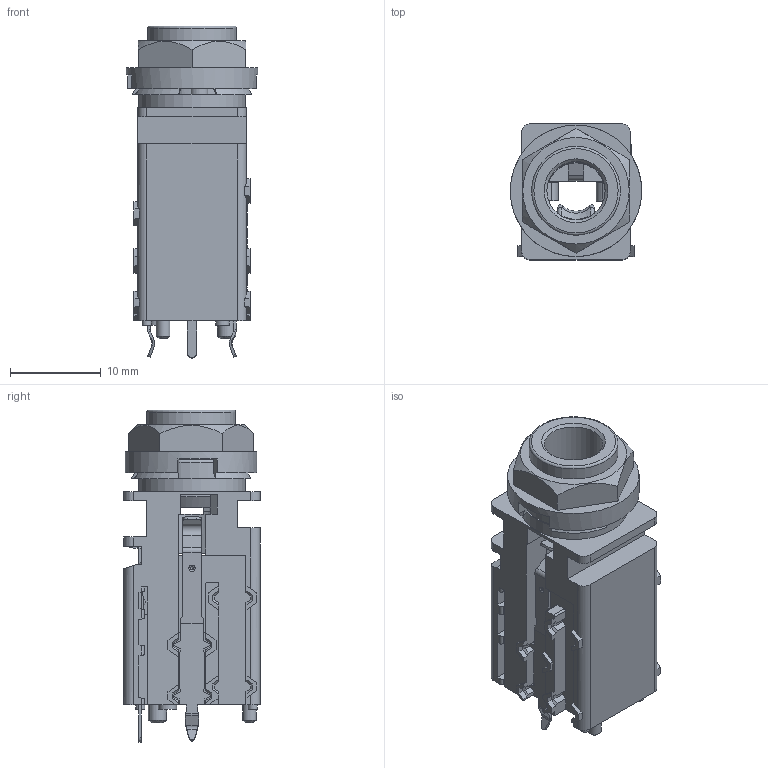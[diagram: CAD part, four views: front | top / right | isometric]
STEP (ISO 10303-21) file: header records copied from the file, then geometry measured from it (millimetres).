
FILE_DESCRIPTION(/* description */ (''),/* implementation_level */ '2;1');
FILE_NAME(/* name */ 'ACJS-PVB-3.stp',/* time_stamp */ '2020-10-22T23:20:47+11:00',/* author */ ('minh'),/* organization */ (''),/* preprocessor_version */ 'ST-DEVELOPER v18.1',/* originating_system */ 'Autodesk Inventor 2021',/* authorisation */ '');
FILE_SCHEMA (('AUTOMOTIVE_DESIGN { 1 0 10303 214 3 1 1 }'));
Length unit declared in the file: inch
Products named in the file (1): ACJS-PVB-3_Shrinkwrap_1
Bounding box: 14.5 x 15 x 36.6 mm (x, y, z)
Volume: 2938.2 mm3; surface area: 4552.2 mm2
Topology: 5 solids, 5 shells, 841 faces, 2271 edges, 1452 vertices
Faces by surface type: plane 653, cylinder 110, bspline 42, cone 20, torus 10, sphere 6
Full cylindrical faces by diameter (mm): 1 x2, 1.5 x2, 2 x2, 6.43 x2, 9.8 x1, 11.8 x1, 14.5 x1
Entity records: 28489 total; most frequent: CARTESIAN_POINT 6647, ORIENTED_EDGE 4530, DIRECTION 4058, EDGE_CURVE 2265, LINE 1840, VECTOR 1840, VERTEX_POINT 1452, AXIS2_PLACEMENT_3D 1109
